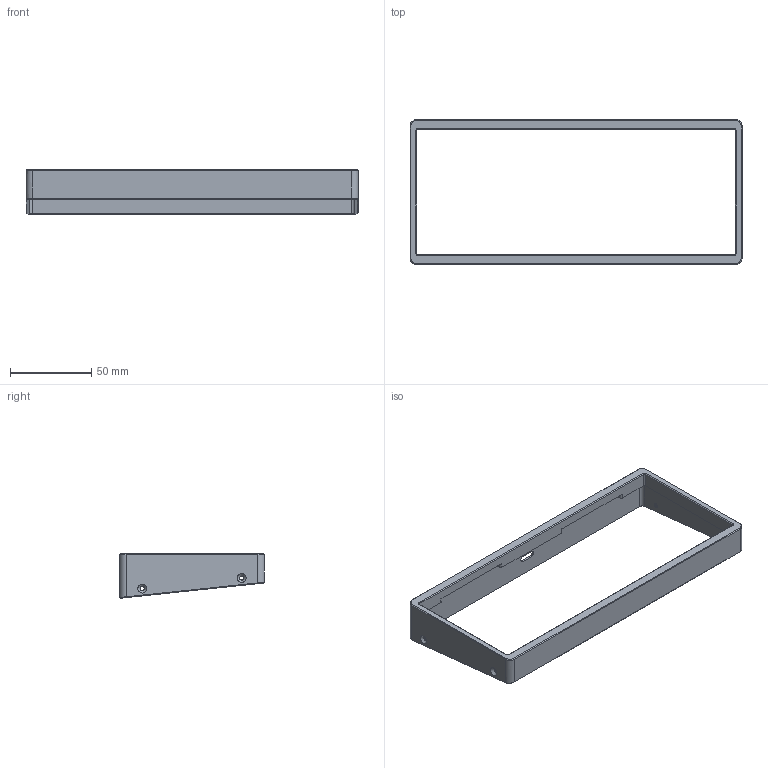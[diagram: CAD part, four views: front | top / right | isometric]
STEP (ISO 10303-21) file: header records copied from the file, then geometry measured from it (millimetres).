
FILE_DESCRIPTION(/* description */ (''),/* implementation_level */ '2;1');
FILE_NAME(/* name */ 'top.step',/* time_stamp */ '2021-08-23T19:57:10+02:00',/* author */ (''),/* organization */ (''),/* preprocessor_version */ 'ST-DEVELOPER v18.1',/* originating_system */ 'Autodesk Translation Framework v10.9.0.1377',/* authorisation */ '');
FILE_SCHEMA (('AUTOMOTIVE_DESIGN { 1 0 10303 214 3 1 1 }'));
Length unit declared in the file: millimetre
Products named in the file (1): top
Bounding box: 204.26 x 89.2 x 27.32 mm (x, y, z)
Volume: 40385 mm3; surface area: 31503.3 mm2
Topology: 1 solids, 1 shells, 103 faces, 272 edges, 172 vertices
Faces by surface type: plane 47, cylinder 34, cone 14, bspline 8
Full cylindrical faces by diameter (mm): 2.5 x4
Entity records: 3362 total; most frequent: CARTESIAN_POINT 740, ORIENTED_EDGE 544, DIRECTION 528, EDGE_CURVE 272, LINE 176, VECTOR 176, AXIS2_PLACEMENT_3D 176, VERTEX_POINT 172
